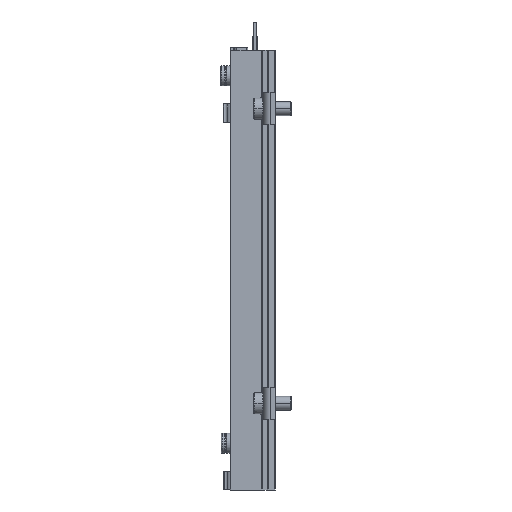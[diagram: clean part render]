
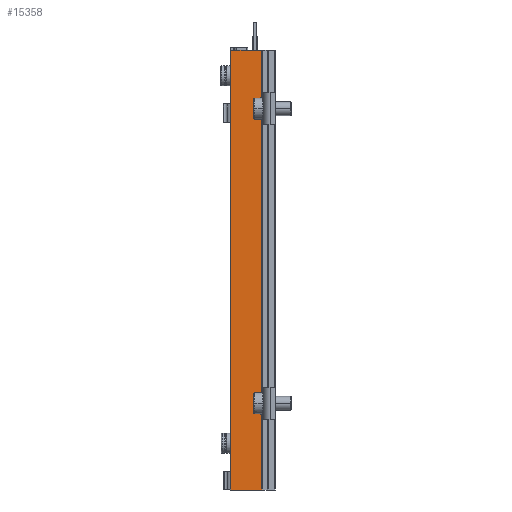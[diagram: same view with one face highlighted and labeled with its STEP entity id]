
A CAD part, left-side view. The second image highlights one B-rep face of the part: STEP entity #15358.
In plain terms, the highlighted planar face has unit normal (-1, 0, 0).
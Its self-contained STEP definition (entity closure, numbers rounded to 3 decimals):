
#14623 = CARTESIAN_POINT ( 'NONE',  ( -6.5, -5.7, 94. ) ) ;
#14624 = DIRECTION ( 'NONE',  ( 0., 0., 1. ) ) ;
#14625 = VECTOR ( 'NONE', #14624, 1000. ) ;
#14626 = CARTESIAN_POINT ( 'NONE',  ( -6.5, -5.7, 94. ) ) ;
#14627 = LINE ( 'NONE', #14626, #14625 ) ;
#14628 = CARTESIAN_POINT ( 'NONE',  ( -6.5, -5.7, 0. ) ) ;
#14629 = CARTESIAN_POINT ( 'NONE',  ( -6.5, 0.9, 0. ) ) ;
#14630 = DIRECTION ( 'NONE',  ( 0., -1., 0. ) ) ;
#14631 = VECTOR ( 'NONE', #14630, 1000. ) ;
#14632 = CARTESIAN_POINT ( 'NONE',  ( -6.5, 1., 0. ) ) ;
#14633 = LINE ( 'NONE', #14632, #14631 ) ;
#14634 = DIRECTION ( 'NONE',  ( 0., 1., 0. ) ) ;
#14635 = DIRECTION ( 'NONE',  ( 1., 0., 0. ) ) ;
#14636 = CARTESIAN_POINT ( 'NONE',  ( -6.5, 1., 94. ) ) ;
#14637 = AXIS2_PLACEMENT_3D ( 'NONE', #14636, #14635, #14634 ) ;
#14638 = PLANE ( 'NONE',  #14637 ) ;
#14639 = FACE_OUTER_BOUND ( 'NONE', #15359, .T. ) ;
#14652 = DIRECTION ( 'NONE',  ( 0., 0., -1. ) ) ;
#14653 = VECTOR ( 'NONE', #14652, 1000. ) ;
#14654 = CARTESIAN_POINT ( 'NONE',  ( -6.5, 0.9, 94. ) ) ;
#14655 = LINE ( 'NONE', #14654, #14653 ) ;
#14657 = CARTESIAN_POINT ( 'NONE',  ( -6.5, 0.9, 94. ) ) ;
#14658 = DIRECTION ( 'NONE',  ( 0., -1., 0. ) ) ;
#14659 = VECTOR ( 'NONE', #14658, 1000. ) ;
#14660 = CARTESIAN_POINT ( 'NONE',  ( -6.5, 1., 94. ) ) ;
#14661 = LINE ( 'NONE', #14660, #14659 ) ;
#15358 = ADVANCED_FACE ( 'NONE', ( #14639 ), #14638, .F. ) ;
#15359 = EDGE_LOOP ( 'NONE', ( #15360, #15364, #15367, #15384 ) ) ;
#15360 = ORIENTED_EDGE ( 'NONE', *, *, #15361, .T. ) ;
#15361 = EDGE_CURVE ( 'NONE', #15362, #15363, #14633, .T. ) ;
#15362 = VERTEX_POINT ( 'NONE', #14629 ) ;
#15363 = VERTEX_POINT ( 'NONE', #14628 ) ;
#15364 = ORIENTED_EDGE ( 'NONE', *, *, #15365, .T. ) ;
#15365 = EDGE_CURVE ( 'NONE', #15363, #15366, #14627, .T. ) ;
#15366 = VERTEX_POINT ( 'NONE', #14623 ) ;
#15367 = ORIENTED_EDGE ( 'NONE', *, *, #15382, .F. ) ;
#15382 = EDGE_CURVE ( 'NONE', #15383, #15366, #14661, .T. ) ;
#15383 = VERTEX_POINT ( 'NONE', #14657 ) ;
#15384 = ORIENTED_EDGE ( 'NONE', *, *, #15385, .T. ) ;
#15385 = EDGE_CURVE ( 'NONE', #15383, #15362, #14655, .T. ) ;
